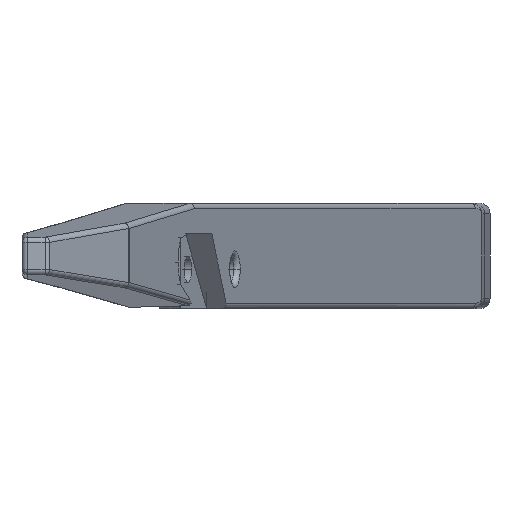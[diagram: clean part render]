
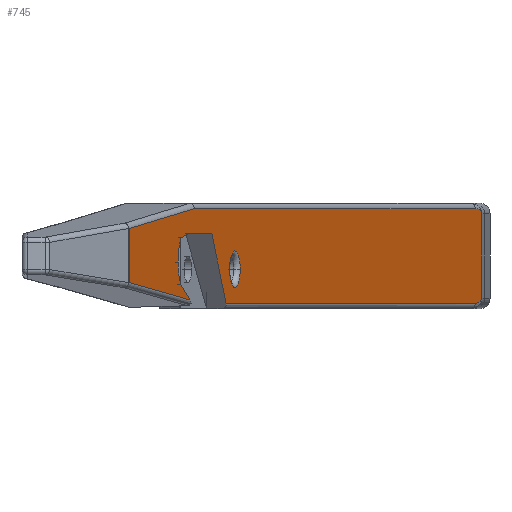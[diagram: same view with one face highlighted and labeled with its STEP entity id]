
A CAD part, left-side view. The second image highlights one B-rep face of the part: STEP entity #745.
In plain terms, the highlighted planar face has unit normal (-0.291, -0.957, 0).
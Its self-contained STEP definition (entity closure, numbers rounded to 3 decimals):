
#51 = VERTEX_POINT ( 'NONE', #1333 ) ;
#86 = CARTESIAN_POINT ( 'NONE',  ( -49.4, 4.842, 0.75 ) ) ;
#101 = CARTESIAN_POINT ( 'NONE',  ( -12.688, -6.332, -19.557 ) ) ;
#112 = CARTESIAN_POINT ( 'NONE',  ( -55.994, 6.85, 0.496 ) ) ;
#148 = VERTEX_POINT ( 'NONE', #387 ) ;
#149 = DIRECTION ( 'NONE',  ( 0.55, -0.167, -0.818 ) ) ;
#158 = EDGE_CURVE ( 'NONE', #701, #1069, #1612, .T. ) ;
#162 = CARTESIAN_POINT ( 'NONE',  ( -52.335, 5.736, 0.886 ) ) ;
#175 = ORIENTED_EDGE ( 'NONE', *, *, #2105, .T. ) ;
#288 = CARTESIAN_POINT ( 'NONE',  ( -55.994, 6.85, 0.399 ) ) ;
#315 = VECTOR ( 'NONE', #2401, 1000. ) ;
#346 = EDGE_CURVE ( 'NONE', #1927, #1541, #2646, .T. ) ;
#366 = CARTESIAN_POINT ( 'NONE',  ( -34.409, 0.279, 0.1 ) ) ;
#375 = CARTESIAN_POINT ( 'NONE',  ( -2.84, -9.33, 2. ) ) ;
#387 = CARTESIAN_POINT ( 'NONE',  ( -34.409, 0.279, 1.9 ) ) ;
#396 = VERTEX_POINT ( 'NONE', #2165 ) ;
#480 = EDGE_CURVE ( 'NONE', #752, #1006, #1064, .T. ) ;
#486 = CARTESIAN_POINT ( 'NONE',  ( -49.735, 4.944, 0.75 ) ) ;
#504 = DIRECTION ( 'NONE',  ( 0., 0., 1. ) ) ;
#558 = CARTESIAN_POINT ( 'NONE',  ( -34.409, 0.279, 1.9 ) ) ;
#576 = ORIENTED_EDGE ( 'NONE', *, *, #859, .F. ) ;
#578 = LINE ( 'NONE', #2645, #315 ) ;
#587 = LINE ( 'NONE', #2237, #3030 ) ;
#620 = CARTESIAN_POINT ( 'NONE',  ( -52.78, 5.871, 0.456 ) ) ;
#628 = ORIENTED_EDGE ( 'NONE', *, *, #2874, .T. ) ;
#682 = CIRCLE ( 'NONE', #1638, 0.633 ) ;
#701 = VERTEX_POINT ( 'NONE', #2742 ) ;
#710 = EDGE_CURVE ( 'NONE', #148, #1518, #587, .T. ) ;
#741 = EDGE_LOOP ( 'NONE', ( #175, #1358 ) ) ;
#745 = ADVANCED_FACE ( 'NONE', ( #2471, #2205 ), #1808, .T. ) ;
#752 = VERTEX_POINT ( 'NONE', #620 ) ;
#859 = EDGE_CURVE ( 'NONE', #2221, #752, #682, .T. ) ;
#864 = AXIS2_PLACEMENT_3D ( 'NONE', #86, #2697, #1555 ) ;
#911 = CARTESIAN_POINT ( 'NONE',  ( -49.4, 4.842, 0.75 ) ) ;
#961 = EDGE_CURVE ( 'NONE', #1541, #148, #3040, .T. ) ;
#998 = ORIENTED_EDGE ( 'NONE', *, *, #480, .F. ) ;
#1006 = VERTEX_POINT ( 'NONE', #2666 ) ;
#1026 = ORIENTED_EDGE ( 'NONE', *, *, #2566, .T. ) ;
#1031 = EDGE_CURVE ( 'NONE', #1575, #1277, #2650, .T. ) ;
#1041 = DIRECTION ( 'NONE',  ( -0.291, -0.957, 0. ) ) ;
#1054 = CARTESIAN_POINT ( 'NONE',  ( -50.835, 5.279, 1.422 ) ) ;
#1061 = CARTESIAN_POINT ( 'NONE',  ( -34.012, 0.158, 1.8 ) ) ;
#1062 = CARTESIAN_POINT ( 'NONE',  ( -34.176, 0.208, 0.1 ) ) ;
#1064 = LINE ( 'NONE', #101, #2690 ) ;
#1069 = VERTEX_POINT ( 'NONE', #1054 ) ;
#1078 = LINE ( 'NONE', #1132, #1330 ) ;
#1089 = DIRECTION ( 'NONE',  ( -0.957, 0.291, 0. ) ) ;
#1132 = CARTESIAN_POINT ( 'NONE',  ( -35.22, 0.526, -21.795 ) ) ;
#1160 = DIRECTION ( 'NONE',  ( 0.957, -0.291, 0. ) ) ;
#1226 = LINE ( 'NONE', #1712, #2925 ) ;
#1277 = VERTEX_POINT ( 'NONE', #112 ) ;
#1289 = CARTESIAN_POINT ( 'NONE',  ( -3.792, -9.04, 8.819 ) ) ;
#1330 = VECTOR ( 'NONE', #149, 1000. ) ;
#1333 = CARTESIAN_POINT ( 'NONE',  ( -49.945, 5.008, 0.1 ) ) ;
#1358 = ORIENTED_EDGE ( 'NONE', *, *, #2013, .T. ) ;
#1400 = ORIENTED_EDGE ( 'NONE', *, *, #2533, .T. ) ;
#1405 = ORIENTED_EDGE ( 'NONE', *, *, #158, .T. ) ;
#1515 = CIRCLE ( 'NONE', #864, 0.35 ) ;
#1518 = VERTEX_POINT ( 'NONE', #2011 ) ;
#1541 = VERTEX_POINT ( 'NONE', #1061 ) ;
#1554 = DIRECTION ( 'NONE',  ( -0.953, 0.29, -0.088 ) ) ;
#1555 = DIRECTION ( 'NONE',  ( 0.957, -0.291, 0. ) ) ;
#1559 = CARTESIAN_POINT ( 'NONE',  ( -2.84, -9.33, 1.422 ) ) ;
#1573 = VECTOR ( 'NONE', #1554, 1000. ) ;
#1575 = VERTEX_POINT ( 'NONE', #1801 ) ;
#1611 = EDGE_CURVE ( 'NONE', #1069, #51, #1078, .T. ) ;
#1612 = LINE ( 'NONE', #1559, #1649 ) ;
#1621 = CARTESIAN_POINT ( 'NONE',  ( -34.012, 0.158, 0.2 ) ) ;
#1634 = CARTESIAN_POINT ( 'NONE',  ( -49.065, 4.74, 0.75 ) ) ;
#1638 = AXIS2_PLACEMENT_3D ( 'NONE', #162, #3001, #2360 ) ;
#1649 = VECTOR ( 'NONE', #1806, 1000. ) ;
#1699 = ORIENTED_EDGE ( 'NONE', *, *, #2923, .T. ) ;
#1712 = CARTESIAN_POINT ( 'NONE',  ( -34.795, 0.397, 0.1 ) ) ;
#1790 = VERTEX_POINT ( 'NONE', #486 ) ;
#1801 = CARTESIAN_POINT ( 'NONE',  ( -55.994, 6.85, 1.522 ) ) ;
#1806 = DIRECTION ( 'NONE',  ( 0.957, -0.291, 0. ) ) ;
#1808 = PLANE ( 'NONE',  #2727 ) ;
#1874 = DIRECTION ( 'NONE',  ( 0.957, -0.291, 0. ) ) ;
#1888 = AXIS2_PLACEMENT_3D ( 'NONE', #911, #2810, #1874 ) ;
#1894 = CARTESIAN_POINT ( 'NONE',  ( -52.748, 5.861, 1.35 ) ) ;
#1927 = VERTEX_POINT ( 'NONE', #1621 ) ;
#1943 = DIRECTION ( 'NONE',  ( 0.957, -0.291, 0. ) ) ;
#1956 = VERTEX_POINT ( 'NONE', #1634 ) ;
#1977 = CARTESIAN_POINT ( 'NONE',  ( -34.012, 0.158, 0.141 ) ) ;
#1982 = CIRCLE ( 'NONE', #2594, 0.633 ) ;
#2011 = CARTESIAN_POINT ( 'NONE',  ( -51.926, 5.611, 1.9 ) ) ;
#2012 = CARTESIAN_POINT ( 'NONE',  ( -34.012, 0.158, 0.2 ) ) ;
#2013 = EDGE_CURVE ( 'NONE', #1790, #1956, #2977, .T. ) ;
#2026 = DIRECTION ( 'NONE',  ( 0.947, -0.288, 0.144 ) ) ;
#2081 = ORIENTED_EDGE ( 'NONE', *, *, #3012, .F. ) ;
#2095 = CARTESIAN_POINT ( 'NONE',  ( -52.335, 5.736, 0.886 ) ) ;
#2105 = EDGE_CURVE ( 'NONE', #1956, #1790, #1515, .T. ) ;
#2138 = EDGE_CURVE ( 'NONE', #1277, #1006, #578, .T. ) ;
#2165 = CARTESIAN_POINT ( 'NONE',  ( -34.409, 0.279, 0.1 ) ) ;
#2186 = DIRECTION ( 'NONE',  ( 0., 0., -1. ) ) ;
#2189 = ORIENTED_EDGE ( 'NONE', *, *, #710, .T. ) ;
#2205 = FACE_OUTER_BOUND ( 'NONE', #2544, .T. ) ;
#2221 = VERTEX_POINT ( 'NONE', #2885 ) ;
#2237 = CARTESIAN_POINT ( 'NONE',  ( -2.84, -9.33, 1.9 ) ) ;
#2245 = CARTESIAN_POINT ( 'NONE',  ( -55.995, 6.85, 1.522 ) ) ;
#2284 = VECTOR ( 'NONE', #2186, 1000. ) ;
#2286 = ORIENTED_EDGE ( 'NONE', *, *, #346, .T. ) ;
#2292 = VECTOR ( 'NONE', #2026, 1000. ) ;
#2294 = ORIENTED_EDGE ( 'NONE', *, *, #2138, .T. ) ;
#2303 = VECTOR ( 'NONE', #504, 1000. ) ;
#2360 = DIRECTION ( 'NONE',  ( 0.957, -0.291, 0. ) ) ;
#2393 =( BOUNDED_CURVE ( )  B_SPLINE_CURVE ( 3, ( #366, #1062, #1977, #2012 ),
 .UNSPECIFIED., .F., .T. ) 
 B_SPLINE_CURVE_WITH_KNOTS ( ( 4, 4 ),
 ( 4.712, 6.283 ),
 .UNSPECIFIED. ) 
 CURVE ( )  GEOMETRIC_REPRESENTATION_ITEM ( )  RATIONAL_B_SPLINE_CURVE ( ( 1., 0.805, 0.805, 1. ) ) 
 REPRESENTATION_ITEM ( '' )  );
#2401 = DIRECTION ( 'NONE',  ( 0.953, -0.29, -0.083 ) ) ;
#2462 = VERTEX_POINT ( 'NONE', #1894 ) ;
#2471 = FACE_BOUND ( 'NONE', #741, .T. ) ;
#2502 = DIRECTION ( 'NONE',  ( 0.957, -0.291, 0. ) ) ;
#2533 = EDGE_CURVE ( 'NONE', #1518, #1575, #2730, .T. ) ;
#2538 = ORIENTED_EDGE ( 'NONE', *, *, #1031, .T. ) ;
#2544 = EDGE_LOOP ( 'NONE', ( #2989, #2189, #1400, #2538, #2294, #998, #576, #2081, #1699, #1405, #3003, #628, #1026, #2286 ) ) ;
#2566 = EDGE_CURVE ( 'NONE', #396, #1927, #2393, .T. ) ;
#2594 = AXIS2_PLACEMENT_3D ( 'NONE', #2095, #3024, #1160 ) ;
#2645 = CARTESIAN_POINT ( 'NONE',  ( -52.058, 5.652, 0.155 ) ) ;
#2646 = LINE ( 'NONE', #2859, #2303 ) ;
#2650 = LINE ( 'NONE', #288, #2284 ) ;
#2666 = CARTESIAN_POINT ( 'NONE',  ( -52.2, 5.695, 0.167 ) ) ;
#2688 = CARTESIAN_POINT ( 'NONE',  ( -34.012, 0.158, 1.859 ) ) ;
#2690 = VECTOR ( 'NONE', #2976, 1000. ) ;
#2697 = DIRECTION ( 'NONE',  ( 0.291, 0.957, 0. ) ) ;
#2727 = AXIS2_PLACEMENT_3D ( 'NONE', #375, #1041, #2502 ) ;
#2730 = LINE ( 'NONE', #2245, #1573 ) ;
#2742 = CARTESIAN_POINT ( 'NONE',  ( -52.27, 5.716, 1.422 ) ) ;
#2810 = DIRECTION ( 'NONE',  ( 0.291, 0.957, 0. ) ) ;
#2859 = CARTESIAN_POINT ( 'NONE',  ( -34.012, 0.158, 2. ) ) ;
#2874 = EDGE_CURVE ( 'NONE', #51, #396, #1226, .T. ) ;
#2885 = CARTESIAN_POINT ( 'NONE',  ( -52.941, 5.92, 0.886 ) ) ;
#2899 = LINE ( 'NONE', #1289, #2292 ) ;
#2923 = EDGE_CURVE ( 'NONE', #2462, #701, #2899, .T. ) ;
#2925 = VECTOR ( 'NONE', #1943, 1000. ) ;
#2945 = CARTESIAN_POINT ( 'NONE',  ( -34.176, 0.208, 1.9 ) ) ;
#2962 = CARTESIAN_POINT ( 'NONE',  ( -34.012, 0.158, 1.8 ) ) ;
#2976 = DIRECTION ( 'NONE',  ( 0.863, -0.263, -0.431 ) ) ;
#2977 = CIRCLE ( 'NONE', #1888, 0.35 ) ;
#2989 = ORIENTED_EDGE ( 'NONE', *, *, #961, .T. ) ;
#3001 = DIRECTION ( 'NONE',  ( -0.291, -0.957, 0. ) ) ;
#3003 = ORIENTED_EDGE ( 'NONE', *, *, #1611, .T. ) ;
#3012 = EDGE_CURVE ( 'NONE', #2462, #2221, #1982, .T. ) ;
#3024 = DIRECTION ( 'NONE',  ( -0.291, -0.957, 0. ) ) ;
#3030 = VECTOR ( 'NONE', #1089, 1000. ) ;
#3040 =( BOUNDED_CURVE ( )  B_SPLINE_CURVE ( 3, ( #2962, #2688, #2945, #558 ),
 .UNSPECIFIED., .F., .T. ) 
 B_SPLINE_CURVE_WITH_KNOTS ( ( 4, 4 ),
 ( 3.142, 4.712 ),
 .UNSPECIFIED. ) 
 CURVE ( )  GEOMETRIC_REPRESENTATION_ITEM ( )  RATIONAL_B_SPLINE_CURVE ( ( 1., 0.805, 0.805, 1. ) ) 
 REPRESENTATION_ITEM ( '' )  );
